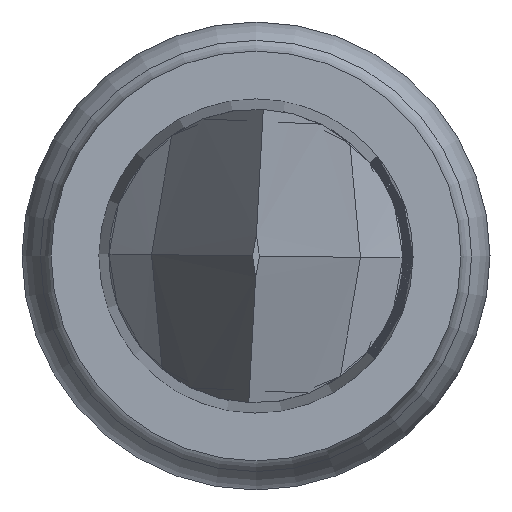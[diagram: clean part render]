
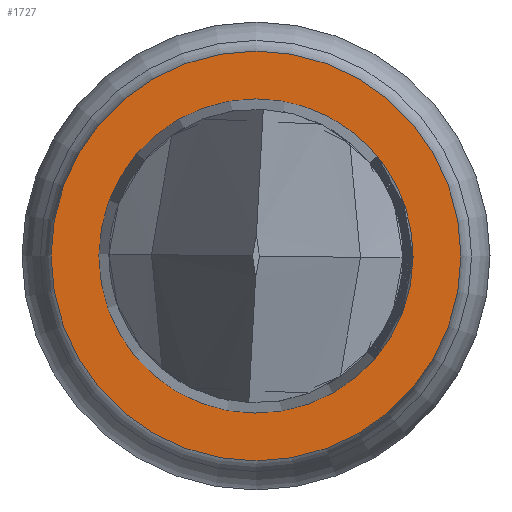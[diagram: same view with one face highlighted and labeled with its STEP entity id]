
A CAD part, left-side view. The second image highlights one B-rep face of the part: STEP entity #1727.
In plain terms, the highlighted planar face has unit normal (-1, 0, 0).
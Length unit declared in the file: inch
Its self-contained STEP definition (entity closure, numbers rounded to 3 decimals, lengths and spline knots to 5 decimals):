
#329 = ORIENTED_EDGE ( 'NONE', *, *, #353, .F. ) ;
#353 = EDGE_CURVE ( 'NONE', #1210, #1210, #1494, .T. ) ;
#370 = DIRECTION ( 'NONE',  ( -1., 0., 0. ) ) ;
#466 = DIRECTION ( 'NONE',  ( 0., 0., -1. ) ) ;
#509 = CARTESIAN_POINT ( 'NONE',  ( 0., 0.0165, 0. ) ) ;
#653 = FACE_OUTER_BOUND ( 'NONE', #1479, .T. ) ;
#670 = AXIS2_PLACEMENT_3D ( 'NONE', #509, #1755, #1430 ) ;
#917 = CARTESIAN_POINT ( 'NONE',  ( 0., 0., 0. ) ) ;
#986 = AXIS2_PLACEMENT_3D ( 'NONE', #917, #1558, #466 ) ;
#1127 = EDGE_CURVE ( 'NONE', #1749, #1749, #1246, .T. ) ;
#1210 = VERTEX_POINT ( 'NONE', #1839 ) ;
#1219 = FACE_BOUND ( 'NONE', #1592, .T. ) ;
#1246 = CIRCLE ( 'NONE', #1892, 0.01349 ) ;
#1430 = DIRECTION ( 'NONE',  ( 0., 0., 1. ) ) ;
#1457 = PLANE ( 'NONE',  #670 ) ;
#1473 = DIRECTION ( 'NONE',  ( 0., 0., 1. ) ) ;
#1479 = EDGE_LOOP ( 'NONE', ( #329 ) ) ;
#1494 = CIRCLE ( 'NONE', #986, 0.0176 ) ;
#1558 = DIRECTION ( 'NONE',  ( 1., 0., 0. ) ) ;
#1575 = CARTESIAN_POINT ( 'NONE',  ( 0., 0., 0.01349 ) ) ;
#1592 = EDGE_LOOP ( 'NONE', ( #2056 ) ) ;
#1727 = ADVANCED_FACE ( 'NONE', ( #1219, #653 ), #1457, .T. ) ;
#1749 = VERTEX_POINT ( 'NONE', #1575 ) ;
#1755 = DIRECTION ( 'NONE',  ( -1., 0., 0. ) ) ;
#1796 = CARTESIAN_POINT ( 'NONE',  ( 0., 0., 0. ) ) ;
#1839 = CARTESIAN_POINT ( 'NONE',  ( 0., 0., -0.0176 ) ) ;
#1892 = AXIS2_PLACEMENT_3D ( 'NONE', #1796, #370, #1473 ) ;
#2056 = ORIENTED_EDGE ( 'NONE', *, *, #1127, .F. ) ;
